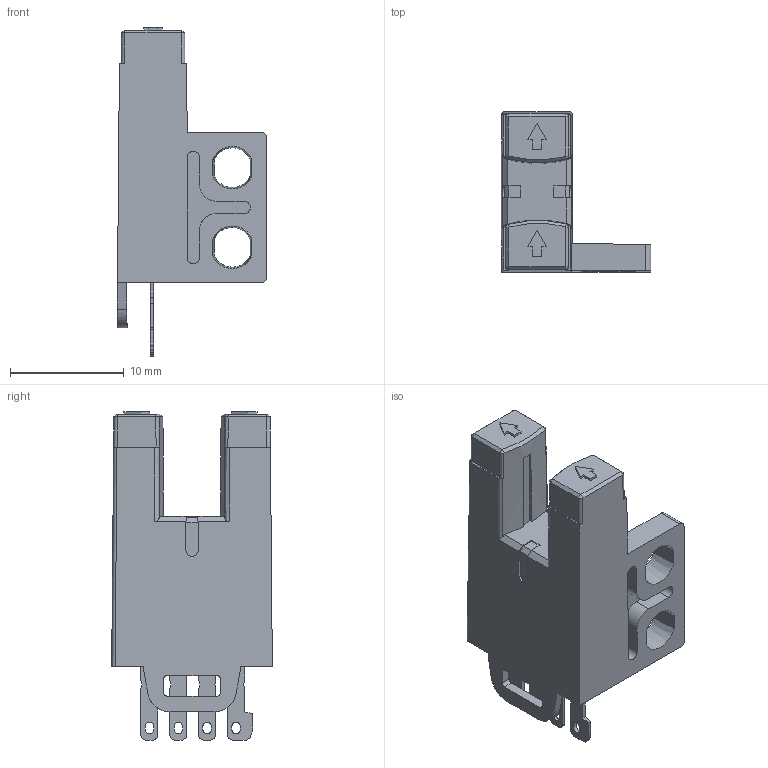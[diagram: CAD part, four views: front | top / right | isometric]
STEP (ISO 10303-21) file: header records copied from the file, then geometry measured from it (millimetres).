
FILE_DESCRIPTION(/* description */ (''),/* implementation_level */ '2;1');
FILE_NAME(/* name */ '',/* time_stamp */ '2021-09-15T18:19:16+08:00',/* author */ (''),/* organization */ (''),/* preprocessor_version */ 'ST-DEVELOPER v14',/* originating_system */ 'SIEMENS PLM Software NX 8.0',/* authorisation */ '');
FILE_SCHEMA (('AUTOMOTIVE_DESIGN { 1 0 10303 214 3 1 1 1 }'));
Length unit declared in the file: millimetre
Products named in the file (1): Admi1CFC1721h0mm
Bounding box: 13.17 x 14.13 x 28.88 mm (x, y, z)
Volume: 1751.3 mm3; surface area: 1477 mm2
Topology: 1 solids, 1 shells, 197 faces, 548 edges, 360 vertices
Faces by surface type: plane 121, cylinder 48, bspline 16, cone 10, extrusion 2
Entity records: 7186 total; most frequent: CARTESIAN_POINT 1675, ORIENTED_EDGE 1096, DIRECTION 984, EDGE_CURVE 548, VERTEX_POINT 360, VECTOR 348, LINE 346, AXIS2_PLACEMENT_3D 318
